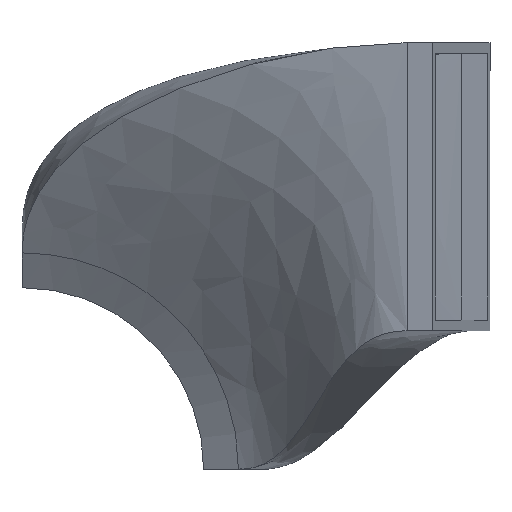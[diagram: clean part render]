
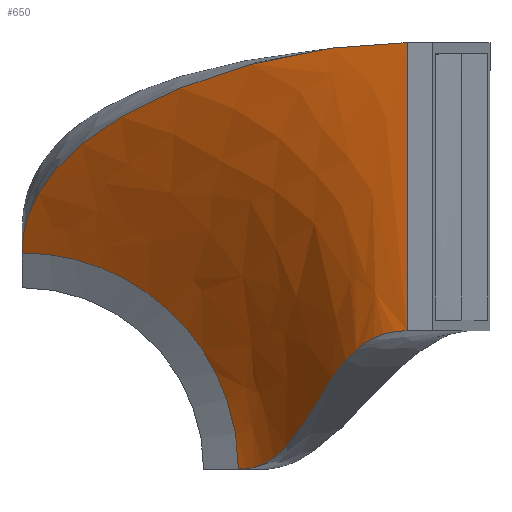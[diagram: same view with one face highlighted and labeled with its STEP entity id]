
A CAD part, left-side view. The second image highlights one B-rep face of the part: STEP entity #650.
In plain terms, the highlighted free-form (B-spline) face has degree [3, 3] with [7, 4] control points.
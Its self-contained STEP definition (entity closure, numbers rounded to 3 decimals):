
#18=B_SPLINE_SURFACE_WITH_KNOTS('',3,3,((#1582,#1583,#1584,#1585),(#1586,
#1587,#1588,#1589),(#1590,#1591,#1592,#1593),(#1594,#1595,#1596,#1597),
(#1598,#1599,#1600,#1601),(#1602,#1603,#1604,#1605),(#1606,#1607,#1608,
#1609)),.UNSPECIFIED.,.F.,.F.,.F.,(4,1,1,1,4),(4,4),(0.,0.286,
0.571,0.857,1.),(0.,1.),.UNSPECIFIED.);
#37=B_SPLINE_CURVE_WITH_KNOTS('',3,(#1355,#1356,#1357,#1358),
 .UNSPECIFIED.,.F.,.F.,(4,4),(0.,1.),.UNSPECIFIED.);
#41=B_SPLINE_CURVE_WITH_KNOTS('',3,(#1456,#1457,#1458,#1459),
 .UNSPECIFIED.,.F.,.F.,(4,4),(0.,1.),.UNSPECIFIED.);
#42=B_SPLINE_CURVE_WITH_KNOTS('',3,(#1463,#1464,#1465,#1466,#1467,#1468,
#1469),.UNSPECIFIED.,.F.,.F.,(4,1,1,1,4),(0.,0.25,0.5,0.75,1.),
 .UNSPECIFIED.);
#215=ORIENTED_EDGE('',*,*,#336,.T.);
#216=ORIENTED_EDGE('',*,*,#330,.F.);
#217=ORIENTED_EDGE('',*,*,#275,.F.);
#218=ORIENTED_EDGE('',*,*,#334,.T.);
#275=EDGE_CURVE('',#372,#373,#434,.T.);
#330=EDGE_CURVE('',#373,#382,#37,.T.);
#334=EDGE_CURVE('',#372,#377,#41,.T.);
#336=EDGE_CURVE('',#377,#382,#42,.F.);
#372=VERTEX_POINT('',#891);
#373=VERTEX_POINT('',#892);
#377=VERTEX_POINT('',#904);
#382=VERTEX_POINT('',#915);
#434=LINE('',#890,#482);
#482=VECTOR('',#735,1000.);
#550=EDGE_LOOP('',(#215,#216,#217,#218));
#589=FACE_BOUND('',#550,.T.);
#650=ADVANCED_FACE('',(#589),#18,.F.);
#735=DIRECTION('',(0.,0.,-1.));
#890=CARTESIAN_POINT('',(31.697,8.733,24.42));
#891=CARTESIAN_POINT('',(31.697,8.733,24.42));
#892=CARTESIAN_POINT('',(31.697,8.733,2.62));
#904=CARTESIAN_POINT('',(45.202,37.875,8.506));
#915=CARTESIAN_POINT('',(45.202,21.489,-7.88));
#1355=CARTESIAN_POINT('',(31.697,8.733,2.62));
#1356=CARTESIAN_POINT('',(33.538,15.603,2.62));
#1357=CARTESIAN_POINT('',(41.371,15.495,-7.88));
#1358=CARTESIAN_POINT('',(45.202,21.489,-7.88));
#1456=CARTESIAN_POINT('',(31.697,8.733,24.42));
#1457=CARTESIAN_POINT('',(34.79,20.274,24.42));
#1458=CARTESIAN_POINT('',(38.767,37.875,18.574));
#1459=CARTESIAN_POINT('',(45.202,37.875,8.506));
#1463=CARTESIAN_POINT('',(45.202,21.489,-7.88));
#1464=CARTESIAN_POINT('',(45.202,21.489,-5.735));
#1465=CARTESIAN_POINT('',(45.202,22.342,-1.446));
#1466=CARTESIAN_POINT('',(45.202,25.987,4.008));
#1467=CARTESIAN_POINT('',(45.202,31.441,7.653));
#1468=CARTESIAN_POINT('',(45.202,35.73,8.506));
#1469=CARTESIAN_POINT('',(45.202,37.875,8.506));
#1582=CARTESIAN_POINT('',(31.697,8.733,24.42));
#1583=CARTESIAN_POINT('',(34.79,20.274,24.42));
#1584=CARTESIAN_POINT('',(38.767,37.875,18.574));
#1585=CARTESIAN_POINT('',(45.202,37.875,8.506));
#1586=CARTESIAN_POINT('',(31.697,8.733,22.344));
#1587=CARTESIAN_POINT('',(34.597,19.552,22.864));
#1588=CARTESIAN_POINT('',(39.51,35.161,17.407));
#1589=CARTESIAN_POINT('',(45.202,35.424,8.506));
#1590=CARTESIAN_POINT('',(31.697,8.733,18.191));
#1591=CARTESIAN_POINT('',(34.22,18.148,19.327));
#1592=CARTESIAN_POINT('',(41.098,29.363,14.221));
#1593=CARTESIAN_POINT('',(45.202,30.523,7.387));
#1594=CARTESIAN_POINT('',(31.697,8.733,11.963));
#1595=CARTESIAN_POINT('',(33.769,16.465,13.075));
#1596=CARTESIAN_POINT('',(42.393,21.473,6.429));
#1597=CARTESIAN_POINT('',(45.202,24.625,2.686));
#1598=CARTESIAN_POINT('',(31.697,8.733,6.772));
#1599=CARTESIAN_POINT('',(33.557,15.671,7.35));
#1600=CARTESIAN_POINT('',(42.147,17.176,-1.575));
#1601=CARTESIAN_POINT('',(45.202,21.899,-2.976));
#1602=CARTESIAN_POINT('',(31.697,8.733,3.658));
#1603=CARTESIAN_POINT('',(33.533,15.583,3.807));
#1604=CARTESIAN_POINT('',(41.582,15.83,-6.319));
#1605=CARTESIAN_POINT('',(45.202,21.489,-6.654));
#1606=CARTESIAN_POINT('',(31.697,8.733,2.62));
#1607=CARTESIAN_POINT('',(33.538,15.603,2.62));
#1608=CARTESIAN_POINT('',(41.371,15.495,-7.88));
#1609=CARTESIAN_POINT('',(45.202,21.489,-7.88));
